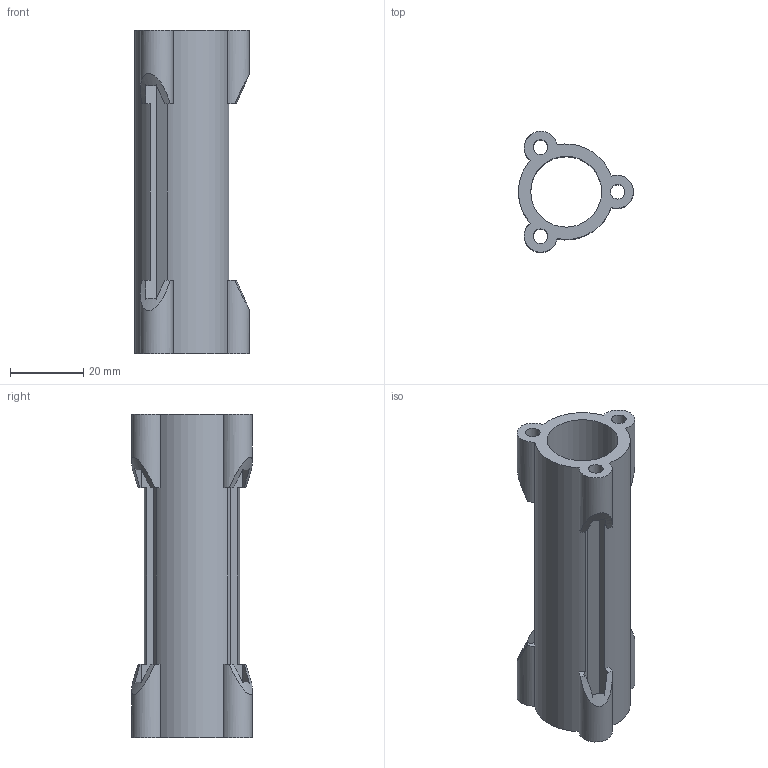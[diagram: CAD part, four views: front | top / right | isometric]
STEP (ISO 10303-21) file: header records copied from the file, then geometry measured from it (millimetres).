
FILE_DESCRIPTION(('Open CASCADE Model'),'2;1');
FILE_NAME('Open CASCADE Shape Model','2025-05-10T07:15:37',('Author'),( 'Open CASCADE'),'Open CASCADE STEP processor 7.6','Open CASCADE 7.6' ,'Unknown');
FILE_SCHEMA(('AP242_MANAGED_MODEL_BASED_3D_ENGINEERING_MIM_LF. {1 0 10303 442 1 1 4 }'));
Length unit declared in the file: millimetre
Products named in the file (1): Open CASCADE STEP translator 7.6 1
Bounding box: 31.26 x 32.9 x 88 mm (x, y, z)
Volume: 21392.2 mm3; surface area: 16396 mm2
Topology: 1 solids, 1 shells, 69 faces, 201 edges, 134 vertices
Faces by surface type: plane 47, cylinder 16, cone 6
Full cylindrical faces by diameter (mm): 3.98 x6, 19.3 x1
Entity records: 7155 total; most frequent: CARTESIAN_POINT 3355, DIRECTION 662, ORIENTED_EDGE 402, PCURVE 402, DEFINITIONAL_REPRESENTATION 402, LINE 319, VECTOR 319, EDGE_CURVE 201
